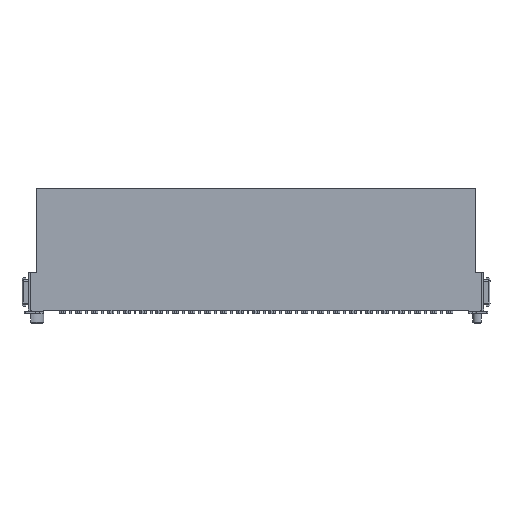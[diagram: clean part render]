
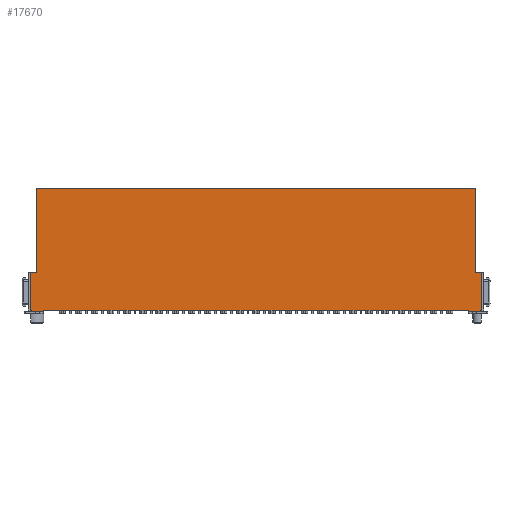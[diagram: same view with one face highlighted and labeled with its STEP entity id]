
A CAD part, front view. The second image highlights one B-rep face of the part: STEP entity #17670.
In plain terms, the highlighted planar face has unit normal (0, -1, 0).
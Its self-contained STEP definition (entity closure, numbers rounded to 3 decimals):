
#1175=FACE_OUTER_BOUND('',#2185,.T.);
#2185=EDGE_LOOP('',(#15090,#15091,#15092,#15093,#15094,#15095,#15096,#15097,
#15098,#15099,#15100,#15101));
#2673=LINE('',#23869,#4988);
#2691=LINE('',#23905,#5006);
#2695=LINE('',#23914,#5010);
#2704=LINE('',#23931,#5019);
#2720=LINE('',#23960,#5035);
#4301=LINE('',#27118,#6616);
#4306=LINE('',#27128,#6621);
#4314=LINE('',#27140,#6629);
#4471=LINE('',#27503,#6786);
#4472=LINE('',#27505,#6787);
#4473=LINE('',#27506,#6788);
#4474=LINE('',#27507,#6789);
#4988=VECTOR('',#19295,0.1);
#5006=VECTOR('',#19319,0.485);
#5010=VECTOR('',#19325,0.485);
#5019=VECTOR('',#19336,6.6);
#5035=VECTOR('',#19356,33.47);
#6616=VECTOR('',#22049,1.);
#6621=VECTOR('',#22056,1.);
#6629=VECTOR('',#22068,3.05);
#6786=VECTOR('',#22421,0.1);
#6787=VECTOR('',#22422,6.6);
#6788=VECTOR('',#22423,34.5);
#6789=VECTOR('',#22424,3.05);
#7303=VERTEX_POINT('',#23865);
#7305=VERTEX_POINT('',#23868);
#7319=VERTEX_POINT('',#23902);
#7320=VERTEX_POINT('',#23904);
#7322=VERTEX_POINT('',#23910);
#7324=VERTEX_POINT('',#23913);
#7331=VERTEX_POINT('',#23930);
#7342=VERTEX_POINT('',#23958);
#8363=VERTEX_POINT('',#27117);
#8366=VERTEX_POINT('',#27125);
#8367=VERTEX_POINT('',#27127);
#8478=VERTEX_POINT('',#27504);
#8918=EDGE_CURVE('',#7305,#7303,#2673,.T.);
#8936=EDGE_CURVE('',#7319,#7320,#2691,.T.);
#8940=EDGE_CURVE('',#7322,#7324,#2695,.T.);
#8949=EDGE_CURVE('',#7320,#7331,#2704,.T.);
#8965=EDGE_CURVE('',#7303,#7342,#2720,.T.);
#10546=EDGE_CURVE('',#8363,#7305,#4301,.T.);
#10551=EDGE_CURVE('',#8367,#8366,#4306,.T.);
#10559=EDGE_CURVE('',#8366,#7324,#4314,.T.);
#10740=EDGE_CURVE('',#8367,#7342,#4471,.T.);
#10741=EDGE_CURVE('',#7322,#8478,#4472,.T.);
#10742=EDGE_CURVE('',#7331,#8478,#4473,.T.);
#10743=EDGE_CURVE('',#8363,#7319,#4474,.T.);
#15090=ORIENTED_EDGE('',*,*,#8965,.T.);
#15091=ORIENTED_EDGE('',*,*,#10740,.F.);
#15092=ORIENTED_EDGE('',*,*,#10551,.T.);
#15093=ORIENTED_EDGE('',*,*,#10559,.T.);
#15094=ORIENTED_EDGE('',*,*,#8940,.F.);
#15095=ORIENTED_EDGE('',*,*,#10741,.T.);
#15096=ORIENTED_EDGE('',*,*,#10742,.F.);
#15097=ORIENTED_EDGE('',*,*,#8949,.F.);
#15098=ORIENTED_EDGE('',*,*,#8936,.F.);
#15099=ORIENTED_EDGE('',*,*,#10743,.F.);
#15100=ORIENTED_EDGE('',*,*,#10546,.T.);
#15101=ORIENTED_EDGE('',*,*,#8918,.T.);
#16853=PLANE('',#18711);
#17670=ADVANCED_FACE('',(#1175),#16853,.T.);
#18711=AXIS2_PLACEMENT_3D('',#27502,#22419,#22420);
#19295=DIRECTION('',(0.,0.,1.));
#19319=DIRECTION('',(1.,0.,0.));
#19325=DIRECTION('',(1.,0.,0.));
#19336=DIRECTION('',(0.,0.,1.));
#19356=DIRECTION('',(1.,0.,0.));
#22049=DIRECTION('',(1.,0.,0.));
#22056=DIRECTION('',(1.,0.,0.));
#22068=DIRECTION('',(0.,0.,1.));
#22419=DIRECTION('center_axis',(0.,-1.,0.));
#22420=DIRECTION('ref_axis',(1.,0.,0.));
#22421=DIRECTION('',(0.,0.,1.));
#22422=DIRECTION('',(0.,0.,1.));
#22423=DIRECTION('',(1.,0.,0.));
#22424=DIRECTION('',(0.,0.,1.));
#23865=CARTESIAN_POINT('',(-16.735,-2.1,0.3));
#23868=CARTESIAN_POINT('',(-16.735,-2.1,0.2));
#23869=CARTESIAN_POINT('',(-16.735,-2.1,0.2));
#23902=CARTESIAN_POINT('',(-17.735,-2.1,3.25));
#23904=CARTESIAN_POINT('',(-17.25,-2.1,3.25));
#23905=CARTESIAN_POINT('',(-17.735,-2.1,3.25));
#23910=CARTESIAN_POINT('',(17.25,-2.1,3.25));
#23913=CARTESIAN_POINT('',(17.735,-2.1,3.25));
#23914=CARTESIAN_POINT('',(17.25,-2.1,3.25));
#23930=CARTESIAN_POINT('',(-17.25,-2.1,9.85));
#23931=CARTESIAN_POINT('',(-17.25,-2.1,3.25));
#23958=CARTESIAN_POINT('',(16.735,-2.1,0.3));
#23960=CARTESIAN_POINT('',(-16.735,-2.1,0.3));
#27117=CARTESIAN_POINT('',(-17.735,-2.1,0.2));
#27118=CARTESIAN_POINT('',(-17.735,-2.1,0.2));
#27125=CARTESIAN_POINT('',(17.735,-2.1,0.2));
#27127=CARTESIAN_POINT('',(16.735,-2.1,0.2));
#27128=CARTESIAN_POINT('',(16.735,-2.1,0.2));
#27140=CARTESIAN_POINT('',(17.735,-2.1,0.2));
#27502=CARTESIAN_POINT('Origin',(-17.735,-2.1,0.));
#27503=CARTESIAN_POINT('',(16.735,-2.1,0.2));
#27504=CARTESIAN_POINT('',(17.25,-2.1,9.85));
#27505=CARTESIAN_POINT('',(17.25,-2.1,3.25));
#27506=CARTESIAN_POINT('',(-17.25,-2.1,9.85));
#27507=CARTESIAN_POINT('',(-17.735,-2.1,0.2));
